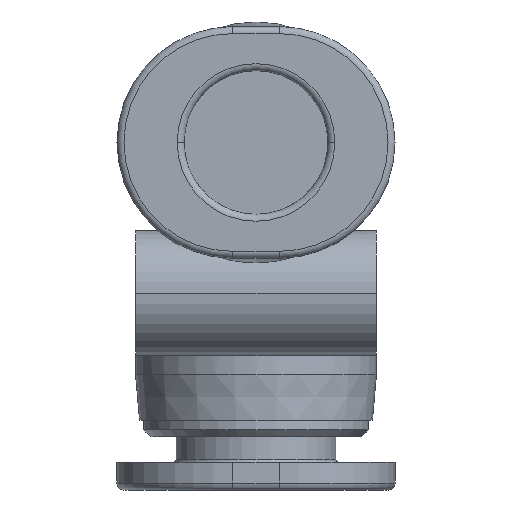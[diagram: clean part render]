
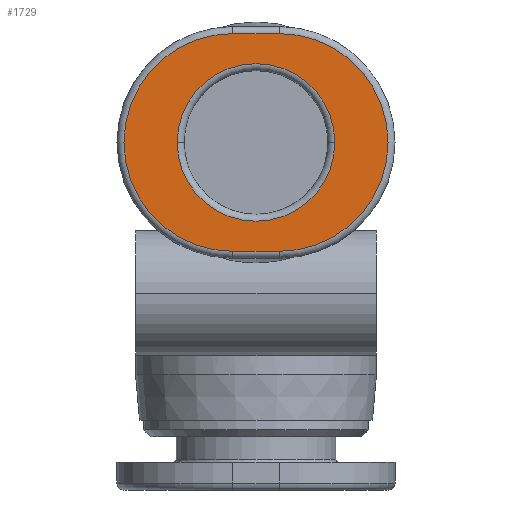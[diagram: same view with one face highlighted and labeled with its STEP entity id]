
A CAD part, front view. The second image highlights one B-rep face of the part: STEP entity #1729.
In plain terms, the highlighted face is planar.
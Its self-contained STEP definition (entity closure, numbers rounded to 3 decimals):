
#682=CARTESIAN_POINT('',(-3.4,10.1,4.9));
#683=VERTEX_POINT('',#682);
#693=CARTESIAN_POINT('',(3.4,10.1,4.9));
#694=VERTEX_POINT('',#693);
#695=CARTESIAN_POINT('',(0.,10.1,4.9));
#696=DIRECTION('',(0.0,1.0,0.0));
#697=DIRECTION('',(-1.0,0.0,0.0));
#698=AXIS2_PLACEMENT_3D('',#695,#696,#697);
#699=CIRCLE('',#698,3.4);
#700=EDGE_CURVE('',#683,#694,#699,.T.);
#1525=CARTESIAN_POINT('',(-1.,10.1,9.6));
#1526=VERTEX_POINT('',#1525);
#1527=CARTESIAN_POINT('',(-1.,10.1,0.2));
#1528=VERTEX_POINT('',#1527);
#1529=CARTESIAN_POINT('',(-1.,10.1,4.9));
#1530=DIRECTION('',(0.,-1.0,0.));
#1531=DIRECTION('',(-1.0,0.,0.));
#1532=AXIS2_PLACEMENT_3D('',#1529,#1530,#1531);
#1533=CIRCLE('',#1532,4.7);
#1534=EDGE_CURVE('',#1526,#1528,#1533,.T.);
#1569=CARTESIAN_POINT('',(1.,10.1,0.2));
#1570=VERTEX_POINT('',#1569);
#1571=CARTESIAN_POINT('',(-1.,10.1,0.2));
#1572=DIRECTION('',(1.0,0.0,0.0));
#1573=VECTOR('',#1572,2.0);
#1574=LINE('',#1571,#1573);
#1575=EDGE_CURVE('',#1528,#1570,#1574,.T.);
#1609=CARTESIAN_POINT('',(1.,10.1,9.6));
#1610=VERTEX_POINT('',#1609);
#1618=CARTESIAN_POINT('',(1.,10.1,9.6));
#1619=DIRECTION('',(-1.0,0.0,0.0));
#1620=VECTOR('',#1619,2.);
#1621=LINE('',#1618,#1620);
#1622=EDGE_CURVE('',#1610,#1526,#1621,.T.);
#1633=CARTESIAN_POINT('',(1.,10.1,4.9));
#1634=DIRECTION('',(0.0,-1.0,0.0));
#1635=DIRECTION('',(1.0,0.0,0.0));
#1636=AXIS2_PLACEMENT_3D('',#1633,#1634,#1635);
#1637=CIRCLE('',#1636,4.7);
#1638=EDGE_CURVE('',#1570,#1610,#1637,.T.);
#1708=CARTESIAN_POINT('',(0.,10.1,4.9));
#1709=DIRECTION('',(0.0,-1.0,0.0));
#1710=DIRECTION('',(-1.0,0.0,0.0));
#1711=AXIS2_PLACEMENT_3D('',#1708,#1709,#1710);
#1712=PLANE('',#1711);
#1713=ORIENTED_EDGE('',*,*,#1534,.F.);
#1714=ORIENTED_EDGE('',*,*,#1622,.F.);
#1715=ORIENTED_EDGE('',*,*,#1638,.F.);
#1716=ORIENTED_EDGE('',*,*,#1575,.F.);
#1717=EDGE_LOOP('',(#1713,#1714,#1715,#1716));
#1718=FACE_OUTER_BOUND('',#1717,.T.);
#1719=CARTESIAN_POINT('',(0.,10.1,4.9));
#1720=DIRECTION('',(0.0,1.0,0.0));
#1721=DIRECTION('',(-1.0,0.0,0.0));
#1722=AXIS2_PLACEMENT_3D('',#1719,#1720,#1721);
#1723=CIRCLE('',#1722,3.4);
#1724=EDGE_CURVE('',#694,#683,#1723,.T.);
#1725=ORIENTED_EDGE('',*,*,#1724,.F.);
#1726=ORIENTED_EDGE('',*,*,#700,.F.);
#1727=EDGE_LOOP('',(#1725,#1726));
#1728=FACE_BOUND('',#1727,.T.);
#1729=ADVANCED_FACE('',(#1718,#1728),#1712,.F.);
